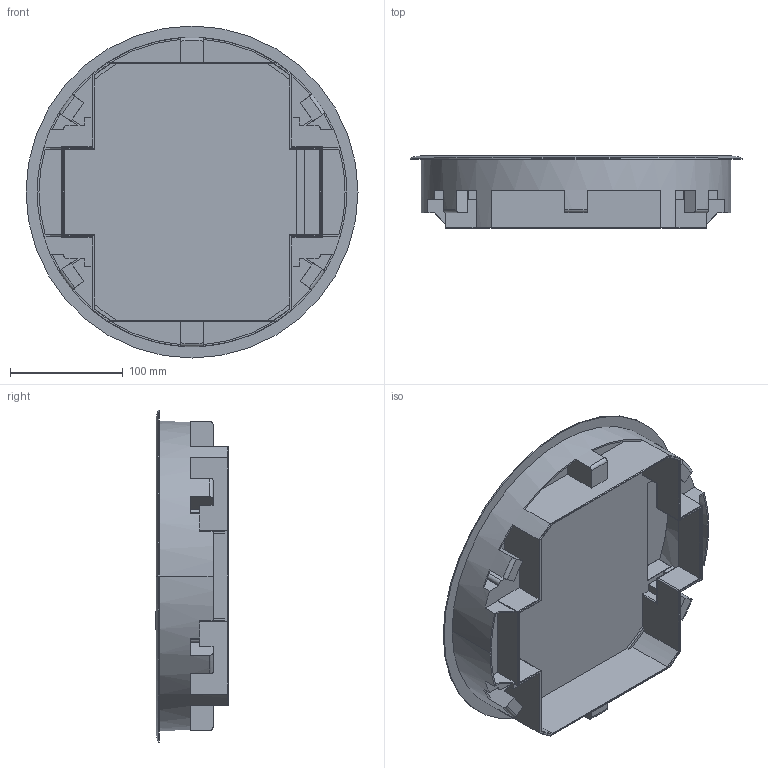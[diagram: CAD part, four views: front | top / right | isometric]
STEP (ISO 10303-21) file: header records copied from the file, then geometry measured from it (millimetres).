
FILE_DESCRIPTION (( 'STEP AP203' ), '1' );
FILE_NAME ('VR1012.STEP', '2022-07-27T13:57:07', ( '' ), ( '' ), 'SwSTEP 2.0', 'SolidWorks 2019', '' );
FILE_SCHEMA (( 'CONFIG_CONTROL_DESIGN' ));
Length unit declared in the file: millimetre
Products named in the file (4): Klappe VR10 R12_9005; VR1012; Rahmen VR10 R12_9005; Schnurauslass VR10_Standard
Assembly tree (3 placements, depth 2):
  VR1012
    Rahmen VR10 R12_9005
    Klappe VR10 R12_9005
    Schnurauslass VR10_Standard
Bounding box: 294 x 64.3 x 294 mm (x, y, z)
Volume: 635189.5 mm3; surface area: 330156.6 mm2
Topology: 3 solids, 3 shells, 438 faces, 1153 edges, 723 vertices
Faces by surface type: plane 226, cylinder 133, torus 38, bspline 22, sphere 16, cone 3
Entity records: 14598 total; most frequent: CARTESIAN_POINT 3576, ORIENTED_EDGE 2282, DIRECTION 2176, EDGE_CURVE 1141, VECTOR 726, LINE 726, AXIS2_PLACEMENT_3D 725, VERTEX_POINT 723
